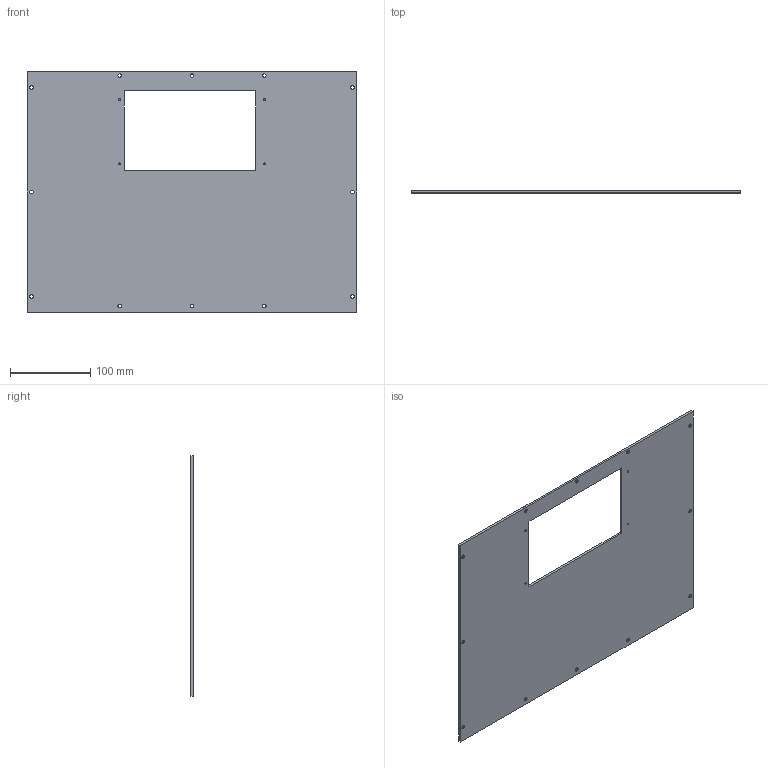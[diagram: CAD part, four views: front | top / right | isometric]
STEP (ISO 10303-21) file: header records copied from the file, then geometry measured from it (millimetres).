
FILE_DESCRIPTION (( 'STEP AP203' ), '1' );
FILE_NAME ('TOP.STEP', '2019-06-24T06:04:02', ( '' ), ( '' ), 'SwSTEP 2.0', 'SolidWorks 2018', '' );
FILE_SCHEMA (( 'CONFIG_CONTROL_DESIGN' ));
Length unit declared in the file: millimetre
Products named in the file (1): TOP
Bounding box: 410 x 3 x 300 mm (x, y, z)
Volume: 318805.6 mm3; surface area: 219293.7 mm2
Topology: 1 solids, 1 shells, 74 faces, 184 edges, 108 vertices
Faces by surface type: cylinder 32, cone 32, plane 10
Entity records: 2273 total; most frequent: DIRECTION 414, CARTESIAN_POINT 359, ORIENTED_EDGE 352, EDGE_CURVE 176, AXIS2_PLACEMENT_3D 163, VERTEX_POINT 108, EDGE_LOOP 104, LINE 88
